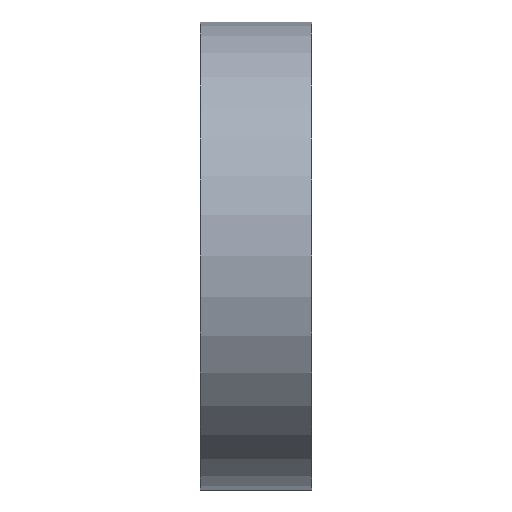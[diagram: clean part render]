
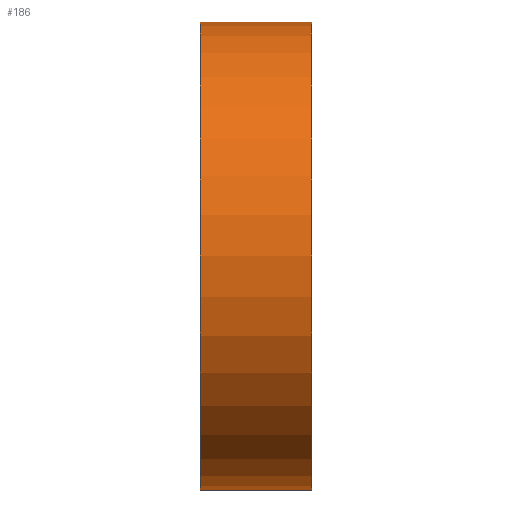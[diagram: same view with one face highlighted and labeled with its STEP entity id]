
A CAD part, left-side view. The second image highlights one B-rep face of the part: STEP entity #186.
In plain terms, the highlighted cylindrical face has radius 10.5 mm (diameter 21 mm), a partial arc.
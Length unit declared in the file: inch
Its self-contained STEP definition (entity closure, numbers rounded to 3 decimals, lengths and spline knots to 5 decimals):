
#1 = CARTESIAN_POINT ( 'NONE',  ( 0., 0.19685, 0.41339 ) ) ;
#2 = EDGE_CURVE ( 'NONE', #345, #144, #547, .T. ) ;
#22 = ORIENTED_EDGE ( 'NONE', *, *, #2, .T. ) ;
#34 = DIRECTION ( 'NONE',  ( 0., -1., 0. ) ) ;
#65 = EDGE_CURVE ( 'NONE', #287, #332, #388, .T. ) ;
#81 = DIRECTION ( 'NONE',  ( 0., 1., 0. ) ) ;
#86 = CARTESIAN_POINT ( 'NONE',  ( 0., 0., -0.41339 ) ) ;
#88 = AXIS2_PLACEMENT_3D ( 'NONE', #462, #213, #193 ) ;
#136 = CARTESIAN_POINT ( 'NONE',  ( 0., 0.19685, -0.41339 ) ) ;
#141 = CARTESIAN_POINT ( 'NONE',  ( 0., 0.19685, 0.41339 ) ) ;
#144 = VERTEX_POINT ( 'NONE', #471 ) ;
#146 = ORIENTED_EDGE ( 'NONE', *, *, #203, .F. ) ;
#150 = CARTESIAN_POINT ( 'NONE',  ( 0., 0.19685, -0.41339 ) ) ;
#186 = ADVANCED_FACE ( 'NONE', ( #363 ), #501, .T. ) ;
#193 = DIRECTION ( 'NONE',  ( 0., 0., -1. ) ) ;
#203 = EDGE_CURVE ( 'NONE', #332, #144, #410, .T. ) ;
#213 = DIRECTION ( 'NONE',  ( 0., -1., 0. ) ) ;
#234 = CARTESIAN_POINT ( 'NONE',  ( 0., 0.19685, 0. ) ) ;
#271 = DIRECTION ( 'NONE',  ( 0., 1., 0. ) ) ;
#279 = AXIS2_PLACEMENT_3D ( 'NONE', #234, #271, #483 ) ;
#287 = VERTEX_POINT ( 'NONE', #136 ) ;
#288 = ORIENTED_EDGE ( 'NONE', *, *, #392, .T. ) ;
#332 = VERTEX_POINT ( 'NONE', #141 ) ;
#345 = VERTEX_POINT ( 'NONE', #86 ) ;
#353 = ORIENTED_EDGE ( 'NONE', *, *, #65, .F. ) ;
#363 = FACE_OUTER_BOUND ( 'NONE', #428, .T. ) ;
#388 = CIRCLE ( 'NONE', #279, 0.41339 ) ;
#391 = AXIS2_PLACEMENT_3D ( 'NONE', #567, #81, #557 ) ;
#392 = EDGE_CURVE ( 'NONE', #287, #345, #532, .T. ) ;
#410 = LINE ( 'NONE', #1, #454 ) ;
#428 = EDGE_LOOP ( 'NONE', ( #146, #353, #288, #22 ) ) ;
#444 = DIRECTION ( 'NONE',  ( 0., -1., 0. ) ) ;
#454 = VECTOR ( 'NONE', #444, 39.37008 ) ;
#462 = CARTESIAN_POINT ( 'NONE',  ( 0., 0.19685, 0. ) ) ;
#471 = CARTESIAN_POINT ( 'NONE',  ( 0., 0., 0.41339 ) ) ;
#483 = DIRECTION ( 'NONE',  ( 0., 0., 1. ) ) ;
#501 = CYLINDRICAL_SURFACE ( 'NONE', #88, 0.41339 ) ;
#532 = LINE ( 'NONE', #150, #536 ) ;
#536 = VECTOR ( 'NONE', #34, 39.37008 ) ;
#547 = CIRCLE ( 'NONE', #391, 0.41339 ) ;
#557 = DIRECTION ( 'NONE',  ( 0., 0., 1. ) ) ;
#567 = CARTESIAN_POINT ( 'NONE',  ( 0., 0., 0. ) ) ;
